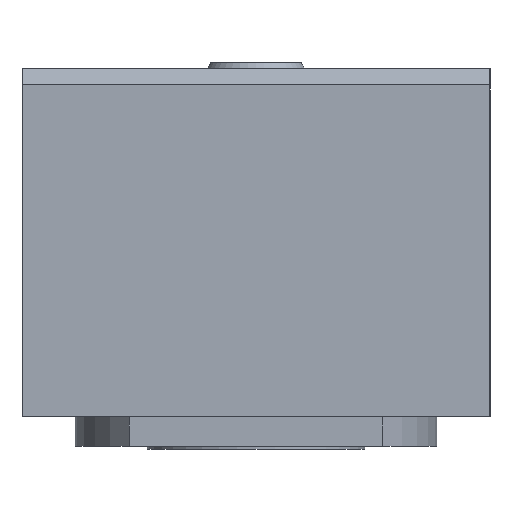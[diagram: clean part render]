
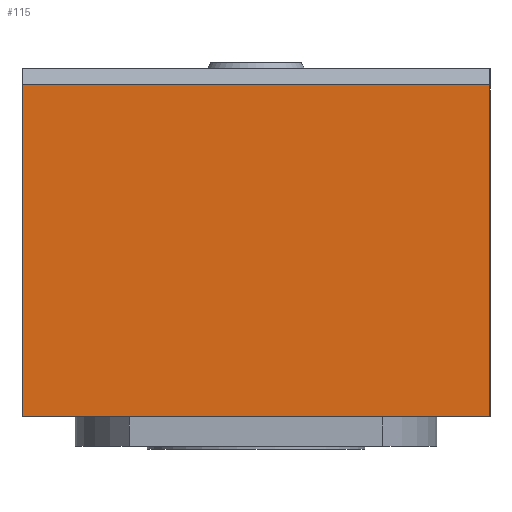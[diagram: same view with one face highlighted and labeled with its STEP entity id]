
A CAD part, left-side view. The second image highlights one B-rep face of the part: STEP entity #115.
In plain terms, the highlighted planar face has unit normal (-1, 0, 0).
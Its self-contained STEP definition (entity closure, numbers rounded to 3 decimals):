
#73=FACE_OUTER_BOUND('',#300,.T.);
#115=ADVANCED_FACE('',(#73),#140,.T.);
#140=PLANE('',#728);
#158=LINE('',#1070,#204);
#175=LINE('',#1123,#221);
#183=LINE('',#1159,#229);
#185=LINE('',#1163,#231);
#204=VECTOR('',#802,1.);
#221=VECTOR('',#853,1.);
#229=VECTOR('',#899,1.);
#231=VECTOR('',#903,1.);
#300=EDGE_LOOP('',(#436,#437,#438,#439));
#436=ORIENTED_EDGE('',*,*,#583,.F.);
#437=ORIENTED_EDGE('',*,*,#600,.F.);
#438=ORIENTED_EDGE('',*,*,#598,.T.);
#439=ORIENTED_EDGE('',*,*,#557,.T.);
#493=VERTEX_POINT('',#1068);
#495=VERTEX_POINT('',#1071);
#513=VERTEX_POINT('',#1122);
#523=VERTEX_POINT('',#1160);
#557=EDGE_CURVE('',#495,#493,#158,.T.);
#583=EDGE_CURVE('',#513,#493,#175,.T.);
#598=EDGE_CURVE('',#523,#495,#183,.T.);
#600=EDGE_CURVE('',#523,#513,#185,.T.);
#728=AXIS2_PLACEMENT_3D('',#1164,#904,#905);
#802=DIRECTION('',(0.,1.,0.));
#853=DIRECTION('',(0.,0.,1.));
#899=DIRECTION('',(0.,0.,1.));
#903=DIRECTION('',(0.,1.,0.));
#904=DIRECTION('',(-1.,0.,0.));
#905=DIRECTION('',(0.,0.,1.));
#1068=CARTESIAN_POINT('',(-57.,43.,2.));
#1070=CARTESIAN_POINT('',(-57.,-43.,2.));
#1071=CARTESIAN_POINT('',(-57.,-43.,2.));
#1122=CARTESIAN_POINT('',(-57.,43.,-59.05));
#1123=CARTESIAN_POINT('',(-57.,43.,2.));
#1159=CARTESIAN_POINT('',(-57.,-43.,2.));
#1160=CARTESIAN_POINT('',(-57.,-43.,-59.05));
#1163=CARTESIAN_POINT('',(-57.,-43.,-59.05));
#1164=CARTESIAN_POINT('',(-57.,-43.,2.));
